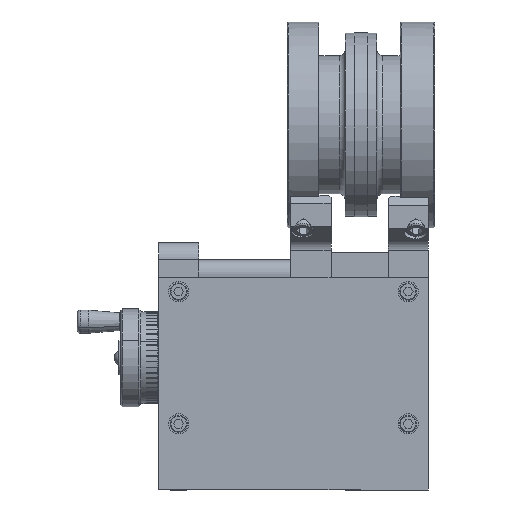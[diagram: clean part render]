
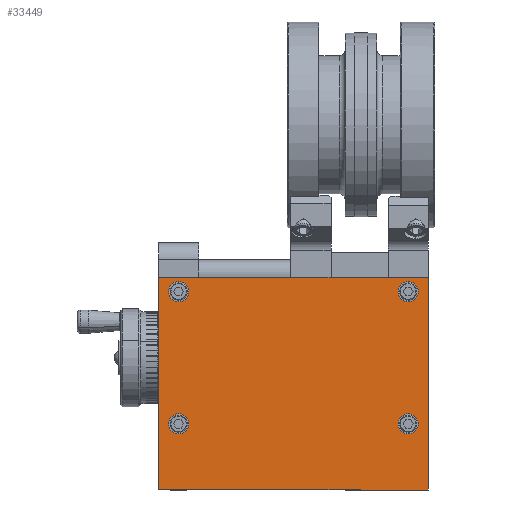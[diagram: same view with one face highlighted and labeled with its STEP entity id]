
A CAD part, left-side view. The second image highlights one B-rep face of the part: STEP entity #33449.
In plain terms, the highlighted planar face has unit normal (-1, 0, 0).
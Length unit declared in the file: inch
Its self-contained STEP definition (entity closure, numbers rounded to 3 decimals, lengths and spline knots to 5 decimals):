
#44 = CARTESIAN_POINT ( 'NONE',  ( -1.625, 0.356, -3.6245 ) ) ;
#909 = CIRCLE ( 'NONE', #12128, 0.219 ) ;
#1028 = AXIS2_PLACEMENT_3D ( 'NONE', #26113, #62543, #31370 ) ;
#1492 = EDGE_LOOP ( 'NONE', ( #51089, #9396 ) ) ;
#1745 = PLANE ( 'NONE',  #31175 ) ;
#2429 = DIRECTION ( 'NONE',  ( -1., 0., 0. ) ) ;
#2637 = VECTOR ( 'NONE', #9991, 39.37008 ) ;
#3855 = EDGE_CURVE ( 'NONE', #57912, #36394, #909, .T. ) ;
#4633 = CARTESIAN_POINT ( 'NONE',  ( -1.625, 0.137, -3.3175 ) ) ;
#4908 = DIRECTION ( 'NONE',  ( 0., -1., 0. ) ) ;
#5231 = DIRECTION ( 'NONE',  ( 0., 1., 0. ) ) ;
#5878 = EDGE_LOOP ( 'NONE', ( #66425, #46961 ) ) ;
#6705 = DIRECTION ( 'NONE',  ( 0., 0., -1. ) ) ;
#7863 = VERTEX_POINT ( 'NONE', #4633 ) ;
#8318 = LINE ( 'NONE', #63698, #22040 ) ;
#9141 = CARTESIAN_POINT ( 'NONE',  ( -1.625, 0.137, -3.3175 ) ) ;
#9155 = VERTEX_POINT ( 'NONE', #49291 ) ;
#9396 = ORIENTED_EDGE ( 'NONE', *, *, #21823, .F. ) ;
#9701 = DIRECTION ( 'NONE',  ( -1., 0., 0. ) ) ;
#9991 = DIRECTION ( 'NONE',  ( 0., 0., -1. ) ) ;
#10202 = CARTESIAN_POINT ( 'NONE',  ( -1.625, 0.137, -7.9375 ) ) ;
#10298 = DIRECTION ( 'NONE',  ( -1., 0., 0. ) ) ;
#11187 = AXIS2_PLACEMENT_3D ( 'NONE', #44569, #43444, #49597 ) ;
#12128 = AXIS2_PLACEMENT_3D ( 'NONE', #30803, #40182, #24287 ) ;
#12445 = CARTESIAN_POINT ( 'NONE',  ( -1.625, 0.137, -7.9375 ) ) ;
#12727 = EDGE_CURVE ( 'NONE', #56893, #39409, #63723, .T. ) ;
#12735 = CARTESIAN_POINT ( 'NONE',  ( -1.625, 0.356, -6.4995 ) ) ;
#13202 = CARTESIAN_POINT ( 'NONE',  ( -1.625, 0.137, -7.9375 ) ) ;
#14349 = DIRECTION ( 'NONE',  ( 0., 1., 0. ) ) ;
#15062 = VERTEX_POINT ( 'NONE', #34640 ) ;
#15409 = CARTESIAN_POINT ( 'NONE',  ( -1.625, 0.137, -7.9375 ) ) ;
#16692 = FACE_BOUND ( 'NONE', #5878, .T. ) ;
#17612 = EDGE_CURVE ( 'NONE', #15062, #59471, #47908, .T. ) ;
#17656 = DIRECTION ( 'NONE',  ( 0., 1., 0. ) ) ;
#17743 = CIRCLE ( 'NONE', #58987, 0.219 ) ;
#18993 = EDGE_LOOP ( 'NONE', ( #43422, #19259, #32383, #29454 ) ) ;
#19259 = ORIENTED_EDGE ( 'NONE', *, *, #26095, .F. ) ;
#19284 = CIRCLE ( 'NONE', #56389, 0.219 ) ;
#19936 = CIRCLE ( 'NONE', #48521, 0.219 ) ;
#20903 = EDGE_LOOP ( 'NONE', ( #49677, #66959 ) ) ;
#21823 = EDGE_CURVE ( 'NONE', #36394, #57912, #46808, .T. ) ;
#22040 = VECTOR ( 'NONE', #6705, 39.37008 ) ;
#24287 = DIRECTION ( 'NONE',  ( 0., -1., 0. ) ) ;
#26095 = EDGE_CURVE ( 'NONE', #51857, #61918, #56333, .T. ) ;
#26113 = CARTESIAN_POINT ( 'NONE',  ( -1.625, 5.564, -3.6245 ) ) ;
#28808 = FACE_BOUND ( 'NONE', #20903, .T. ) ;
#29364 = EDGE_CURVE ( 'NONE', #7863, #60754, #40671, .T. ) ;
#29454 = ORIENTED_EDGE ( 'NONE', *, *, #29364, .T. ) ;
#30485 = FACE_BOUND ( 'NONE', #1492, .T. ) ;
#30803 = CARTESIAN_POINT ( 'NONE',  ( -1.625, 0.575, -3.6245 ) ) ;
#31175 = AXIS2_PLACEMENT_3D ( 'NONE', #12445, #48761, #17656 ) ;
#31370 = DIRECTION ( 'NONE',  ( 0., -1., 0. ) ) ;
#32383 = ORIENTED_EDGE ( 'NONE', *, *, #40161, .F. ) ;
#33449 = ADVANCED_FACE ( 'NONE', ( #30485, #42766, #56534, #16692, #28808 ), #1745, .F. ) ;
#33513 = CARTESIAN_POINT ( 'NONE',  ( -1.625, 5.564, -3.6245 ) ) ;
#33927 = CARTESIAN_POINT ( 'NONE',  ( -1.625, 0.575, -6.4995 ) ) ;
#34640 = CARTESIAN_POINT ( 'NONE',  ( -1.625, 5.783, -6.4995 ) ) ;
#35240 = CARTESIAN_POINT ( 'NONE',  ( -1.625, 6.002, -3.3175 ) ) ;
#35724 = DIRECTION ( 'NONE',  ( -1., 0., 0. ) ) ;
#35979 = DIRECTION ( 'NONE',  ( -1., 0., 0. ) ) ;
#36394 = VERTEX_POINT ( 'NONE', #46885 ) ;
#37311 = EDGE_CURVE ( 'NONE', #39409, #56893, #19936, .T. ) ;
#37439 = CARTESIAN_POINT ( 'NONE',  ( -1.625, 0.794, -6.4995 ) ) ;
#37955 = VERTEX_POINT ( 'NONE', #62686 ) ;
#38772 = DIRECTION ( 'NONE',  ( 0., -1., 0. ) ) ;
#39409 = VERTEX_POINT ( 'NONE', #12735 ) ;
#40161 = EDGE_CURVE ( 'NONE', #7863, #51857, #42499, .T. ) ;
#40182 = DIRECTION ( 'NONE',  ( -1., 0., 0. ) ) ;
#40671 = LINE ( 'NONE', #9141, #52854 ) ;
#40809 = CARTESIAN_POINT ( 'NONE',  ( -1.625, 5.564, -6.4995 ) ) ;
#41278 = EDGE_CURVE ( 'NONE', #37955, #9155, #47148, .T. ) ;
#41415 = CARTESIAN_POINT ( 'NONE',  ( -1.625, 0.575, -6.4995 ) ) ;
#42499 = LINE ( 'NONE', #10202, #2637 ) ;
#42554 = VECTOR ( 'NONE', #5231, 39.37008 ) ;
#42766 = FACE_BOUND ( 'NONE', #60585, .T. ) ;
#43422 = ORIENTED_EDGE ( 'NONE', *, *, #55275, .T. ) ;
#43444 = DIRECTION ( 'NONE',  ( -1., 0., 0. ) ) ;
#43629 = ORIENTED_EDGE ( 'NONE', *, *, #41278, .F. ) ;
#44569 = CARTESIAN_POINT ( 'NONE',  ( -1.625, 5.564, -6.4995 ) ) ;
#45119 = AXIS2_PLACEMENT_3D ( 'NONE', #33927, #35724, #57111 ) ;
#45133 = ORIENTED_EDGE ( 'NONE', *, *, #65254, .F. ) ;
#46081 = DIRECTION ( 'NONE',  ( 0., -1., 0. ) ) ;
#46674 = DIRECTION ( 'NONE',  ( 0., -1., 0. ) ) ;
#46808 = CIRCLE ( 'NONE', #55940, 0.219 ) ;
#46885 = CARTESIAN_POINT ( 'NONE',  ( -1.625, 0.794, -3.6245 ) ) ;
#46961 = ORIENTED_EDGE ( 'NONE', *, *, #17612, .F. ) ;
#47148 = CIRCLE ( 'NONE', #1028, 0.219 ) ;
#47908 = CIRCLE ( 'NONE', #11187, 0.219 ) ;
#48521 = AXIS2_PLACEMENT_3D ( 'NONE', #41415, #10298, #46674 ) ;
#48761 = DIRECTION ( 'NONE',  ( 1., 0., 0. ) ) ;
#49291 = CARTESIAN_POINT ( 'NONE',  ( -1.625, 5.783, -3.6245 ) ) ;
#49597 = DIRECTION ( 'NONE',  ( 0., -1., 0. ) ) ;
#49677 = ORIENTED_EDGE ( 'NONE', *, *, #37311, .F. ) ;
#51089 = ORIENTED_EDGE ( 'NONE', *, *, #3855, .F. ) ;
#51857 = VERTEX_POINT ( 'NONE', #13202 ) ;
#52157 = CARTESIAN_POINT ( 'NONE',  ( -1.625, 6.002, -7.9375 ) ) ;
#52854 = VECTOR ( 'NONE', #14349, 39.37008 ) ;
#55275 = EDGE_CURVE ( 'NONE', #60754, #61918, #8318, .T. ) ;
#55940 = AXIS2_PLACEMENT_3D ( 'NONE', #67118, #35979, #4908 ) ;
#56333 = LINE ( 'NONE', #15409, #42554 ) ;
#56389 = AXIS2_PLACEMENT_3D ( 'NONE', #40809, #9701, #46081 ) ;
#56534 = FACE_OUTER_BOUND ( 'NONE', #18993, .T. ) ;
#56893 = VERTEX_POINT ( 'NONE', #37439 ) ;
#57111 = DIRECTION ( 'NONE',  ( 0., -1., 0. ) ) ;
#57912 = VERTEX_POINT ( 'NONE', #44 ) ;
#58987 = AXIS2_PLACEMENT_3D ( 'NONE', #33513, #2429, #38772 ) ;
#59471 = VERTEX_POINT ( 'NONE', #65638 ) ;
#60585 = EDGE_LOOP ( 'NONE', ( #43629, #45133 ) ) ;
#60754 = VERTEX_POINT ( 'NONE', #35240 ) ;
#61918 = VERTEX_POINT ( 'NONE', #52157 ) ;
#62543 = DIRECTION ( 'NONE',  ( -1., 0., 0. ) ) ;
#62686 = CARTESIAN_POINT ( 'NONE',  ( -1.625, 5.345, -3.6245 ) ) ;
#63698 = CARTESIAN_POINT ( 'NONE',  ( -1.625, 6.002, -7.9375 ) ) ;
#63723 = CIRCLE ( 'NONE', #45119, 0.219 ) ;
#65254 = EDGE_CURVE ( 'NONE', #9155, #37955, #17743, .T. ) ;
#65459 = EDGE_CURVE ( 'NONE', #59471, #15062, #19284, .T. ) ;
#65638 = CARTESIAN_POINT ( 'NONE',  ( -1.625, 5.345, -6.4995 ) ) ;
#66425 = ORIENTED_EDGE ( 'NONE', *, *, #65459, .F. ) ;
#66959 = ORIENTED_EDGE ( 'NONE', *, *, #12727, .F. ) ;
#67118 = CARTESIAN_POINT ( 'NONE',  ( -1.625, 0.575, -3.6245 ) ) ;
